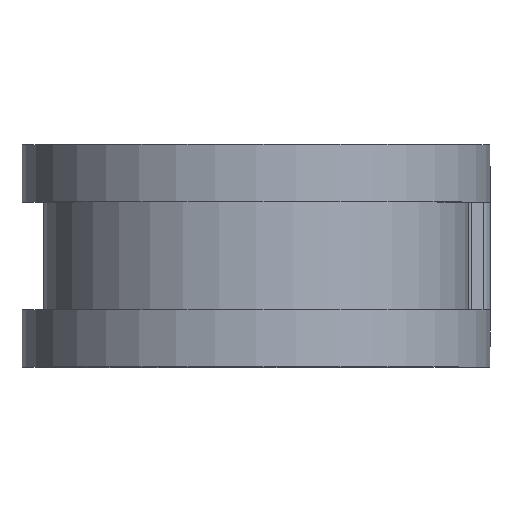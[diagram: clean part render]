
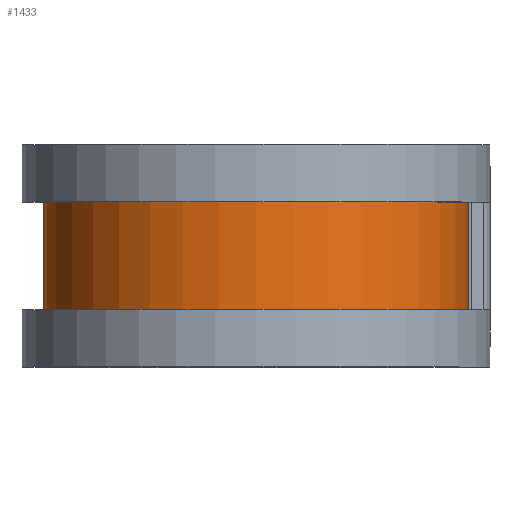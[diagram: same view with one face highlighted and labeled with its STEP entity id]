
A CAD part, top view. The second image highlights one B-rep face of the part: STEP entity #1433.
In plain terms, the highlighted cylindrical face has radius 15.037 mm (diameter 30.074 mm), a partial arc.
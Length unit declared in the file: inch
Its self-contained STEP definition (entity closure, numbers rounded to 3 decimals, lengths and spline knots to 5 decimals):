
#72 = DIRECTION ( 'NONE',  ( 0., 0., -1. ) ) ;
#92 = CYLINDRICAL_SURFACE ( 'NONE', #388, 0.592 ) ;
#131 = ORIENTED_EDGE ( 'NONE', *, *, #468, .F. ) ;
#188 = VECTOR ( 'NONE', #1609, 39.37008 ) ;
#288 = LINE ( 'NONE', #786, #728 ) ;
#330 = CARTESIAN_POINT ( 'NONE',  ( 0.592, -0.15, 0. ) ) ;
#354 = ORIENTED_EDGE ( 'NONE', *, *, #1014, .F. ) ;
#388 = AXIS2_PLACEMENT_3D ( 'NONE', #410, #1750, #72 ) ;
#398 = ORIENTED_EDGE ( 'NONE', *, *, #1085, .T. ) ;
#410 = CARTESIAN_POINT ( 'NONE',  ( 0., 0.25, 0. ) ) ;
#468 = EDGE_CURVE ( 'NONE', #968, #733, #1229, .T. ) ;
#476 = EDGE_LOOP ( 'NONE', ( #354, #398, #578, #131 ) ) ;
#489 = VERTEX_POINT ( 'NONE', #1519 ) ;
#565 = AXIS2_PLACEMENT_3D ( 'NONE', #1481, #1496, #1507 ) ;
#578 = ORIENTED_EDGE ( 'NONE', *, *, #1110, .T. ) ;
#728 = VECTOR ( 'NONE', #891, 39.37008 ) ;
#733 = VERTEX_POINT ( 'NONE', #787 ) ;
#739 = CARTESIAN_POINT ( 'NONE',  ( 0., 0.15, -0.592 ) ) ;
#778 = VERTEX_POINT ( 'NONE', #739 ) ;
#786 = CARTESIAN_POINT ( 'NONE',  ( 0.592, 0.25, 0. ) ) ;
#787 = CARTESIAN_POINT ( 'NONE',  ( 0., -0.15, -0.592 ) ) ;
#891 = DIRECTION ( 'NONE',  ( 0., -1., 0. ) ) ;
#925 = FACE_OUTER_BOUND ( 'NONE', #476, .T. ) ;
#966 = LINE ( 'NONE', #1401, #188 ) ;
#968 = VERTEX_POINT ( 'NONE', #330 ) ;
#996 = CIRCLE ( 'NONE', #1064, 0.592 ) ;
#1014 = EDGE_CURVE ( 'NONE', #489, #968, #288, .T. ) ;
#1064 = AXIS2_PLACEMENT_3D ( 'NONE', #1539, #1518, #1502 ) ;
#1085 = EDGE_CURVE ( 'NONE', #489, #778, #996, .T. ) ;
#1110 = EDGE_CURVE ( 'NONE', #778, #733, #966, .T. ) ;
#1229 = CIRCLE ( 'NONE', #565, 0.592 ) ;
#1401 = CARTESIAN_POINT ( 'NONE',  ( 0., 0.25, -0.592 ) ) ;
#1433 = ADVANCED_FACE ( 'NONE', ( #925 ), #92, .T. ) ;
#1481 = CARTESIAN_POINT ( 'NONE',  ( 0., -0.15, 0. ) ) ;
#1496 = DIRECTION ( 'NONE',  ( 0., -1., 0. ) ) ;
#1502 = DIRECTION ( 'NONE',  ( 0., 0., -1. ) ) ;
#1507 = DIRECTION ( 'NONE',  ( 0., 0., -1. ) ) ;
#1518 = DIRECTION ( 'NONE',  ( 0., -1., 0. ) ) ;
#1519 = CARTESIAN_POINT ( 'NONE',  ( 0.592, 0.15, 0. ) ) ;
#1539 = CARTESIAN_POINT ( 'NONE',  ( 0., 0.15, 0. ) ) ;
#1609 = DIRECTION ( 'NONE',  ( 0., -1., 0. ) ) ;
#1750 = DIRECTION ( 'NONE',  ( 0., -1., 0. ) ) ;
